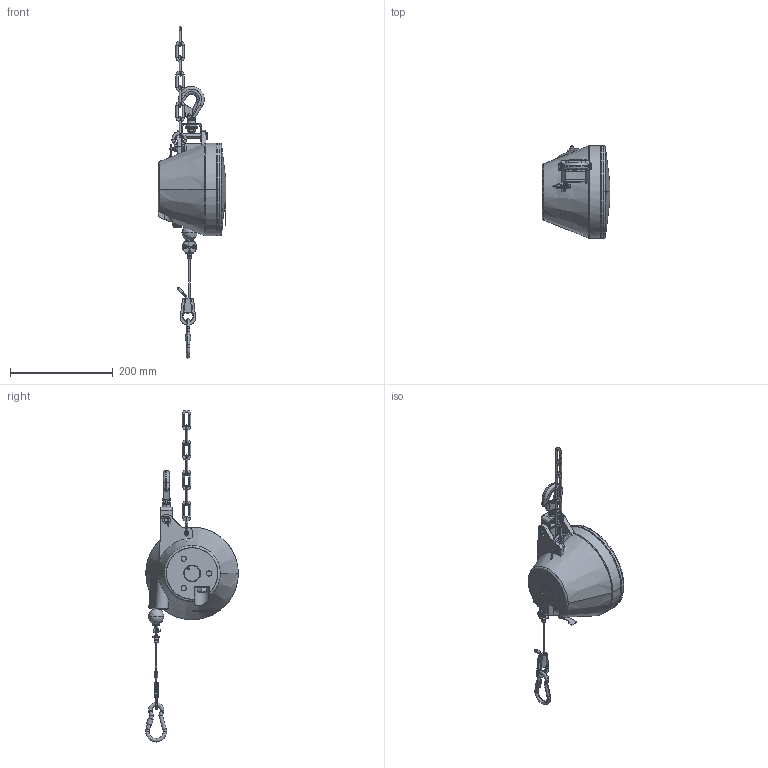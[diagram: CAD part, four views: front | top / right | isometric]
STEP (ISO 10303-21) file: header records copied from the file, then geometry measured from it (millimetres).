
FILE_DESCRIPTION (( 'STEP AP214' ), '1' );
FILE_NAME ('0014075.step', '2022-10-11T09:09:04', ( '' ), ( '' ), 'SwSTEP 2.0', 'SolidWorks 2020', '' );
FILE_SCHEMA (( 'AUTOMOTIVE_DESIGN' ));
Length unit declared in the file: centimetre
Products named in the file (1): 0014075
Bounding box: 131.6 x 180.4 x 646.34 mm (x, y, z)
Surface area: 171518.1 mm2 (no closed solid volume)
Topology: 0 solids, 934 shells, 1208 faces, 5520 edges, 4993 vertices
Faces by surface type: cylinder 478, plane 402, bspline 213, cone 89, torus 26
Entity records: 95090 total; most frequent: CARTESIAN_POINT 55493, DIRECTION 7191, ORIENTED_EDGE 5937, EDGE_CURVE 5448, VERTEX_POINT 4993, AXIS2_PLACEMENT_3D 2479, VECTOR 2233, LINE 2233
